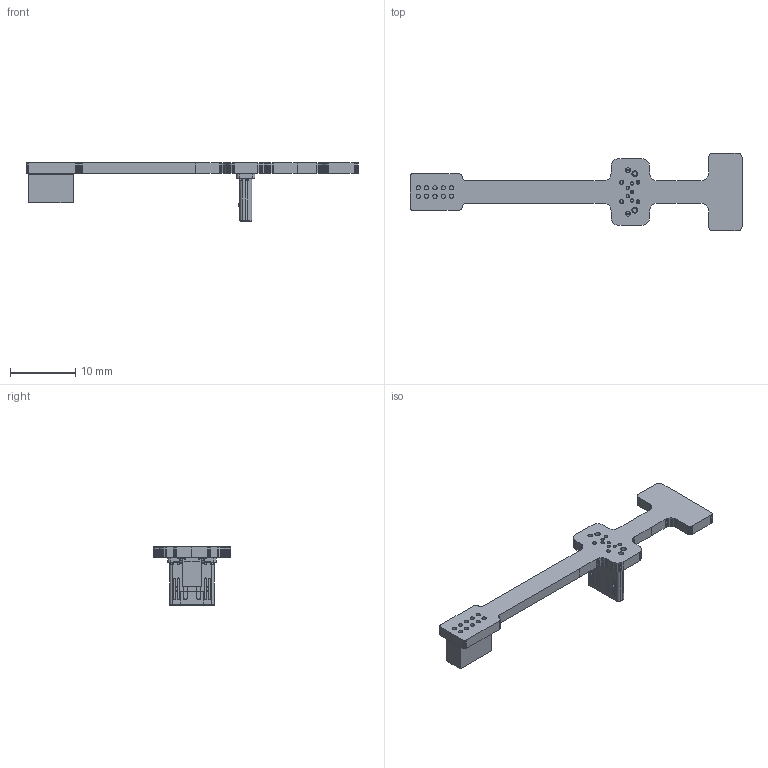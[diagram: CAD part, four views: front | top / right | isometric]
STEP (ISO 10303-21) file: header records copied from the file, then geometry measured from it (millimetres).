
FILE_DESCRIPTION(('KiCad electronic assembly'),'2;1');
FILE_NAME('DaisyInterconnectFlat.step','2023-11-04T20:16:24',('Pcbnew'), ('Kicad'),'Open CASCADE STEP processor 7.7','KiCad to STEP converter', 'Unknown');
FILE_SCHEMA(('AUTOMOTIVE_DESIGN { 1 0 10303 214 1 1 1 1 }'));
Length unit declared in the file: millimetre
Products named in the file (6): DaisyInterconnectFlat 1; 20021321-1010xxlfc; SOLID; USB3150-30-130-A; COMPOUND; DaisyInterconnect PCB
Assembly tree (5 placements, depth 3):
  DaisyInterconnectFlat 1
    20021321-1010xxlfc
      SOLID
    USB3150-30-130-A
      COMPOUND
    DaisyInterconnect PCB
Bounding box: 50.71 x 11.8 x 8.88 mm (x, y, z)
Volume: 590.8 mm3; surface area: 1371.2 mm2
Topology: 9 solids, 9 shells, 748 faces, 2076 edges, 1360 vertices
Faces by surface type: plane 539, cylinder 193, torus 12, bspline 4
Full cylindrical faces by diameter (mm): 0.5 x5, 0.6 x4, 0.65 x10, 0.75 x2, 0.85 x2
Entity records: 52548 total; most frequent: CARTESIAN_POINT 10743, DIRECTION 7826, LINE 5446, VECTOR 5446, ORIENTED_EDGE 4152, PCURVE 4152, DEFINITIONAL_REPRESENTATION 4152, EDGE_CURVE 2076
